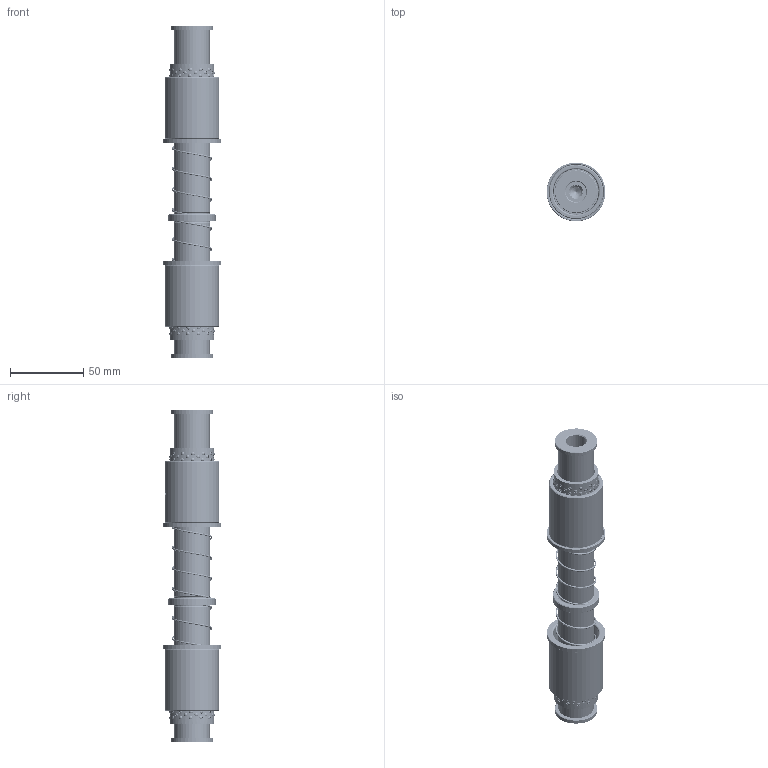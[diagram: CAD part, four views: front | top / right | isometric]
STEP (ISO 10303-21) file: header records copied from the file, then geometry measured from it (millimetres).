
FILE_DESCRIPTION (( 'STEP AP214' ), '1' );
FILE_NAME ('BJGPH BSGPH-D25-LA100-LB70-絳杶45.STEP', '2021-09-30T00:25:02', ( 'User' ), ( 'china' ), 'SwSTEP 2.0', 'SolidWorks 2016', '' );
FILE_SCHEMA (( 'AUTOMOTIVE_DESIGN' ));
Length unit declared in the file: millimetre
Products named in the file (10): GBBH--D37-d31-L45; GBBH-D37-d31-L45; BSH BJH-D30.5-25.5-L40; BALL-D3; HWP-B-D27.9-d25.5-L90; HWP-B-D27.9-d25.5-L60; GGTK-D29-d24 - 25; GPWH-D25-100-70-10; BJGPH BSGPH-D25-LA100-LB70-絳杶45
Assembly tree (231 placements, depth 3):
  BJGPH BSGPH-D25-LA100-LB70-絳杶45
    GPWH-D25-100-70-10
    GGTK-D29-d24 - 25  x2
    HWP-B-D27.9-d25.5-L60
    HWP-B-D27.9-d25.5-L90
    BSH BJH-D30.5-25.5-L40  x2
      BSH BJH-D30.5-25.5-L40
      BALL-D3
    GBBH-D37-d31-L45
    GBBH--D37-d31-L45
Bounding box: 40 x 40 x 226 mm (x, y, z)
Volume: 149374.5 mm3; surface area: 85840.7 mm2
Topology: 451 solids, 451 shells, 1977 faces, 8520 edges, 5651 vertices
Faces by surface type: sphere 1768, cylinder 68, cone 68, plane 42, torus 20, bspline 11
Entity records: 45528 total; most frequent: CARTESIAN_POINT 27852, ORIENTED_EDGE 3530, DIRECTION 3133, EDGE_CURVE 1765, AXIS2_PLACEMENT_3D 1493, VERTEX_POINT 1156, EDGE_LOOP 1071, B_SPLINE_CURVE_WITH_KNOTS 966
